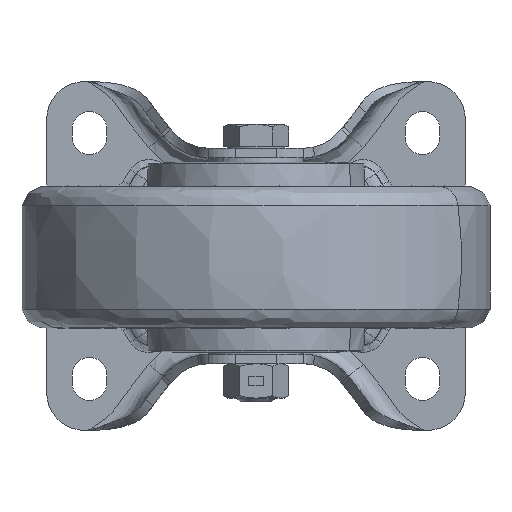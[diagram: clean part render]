
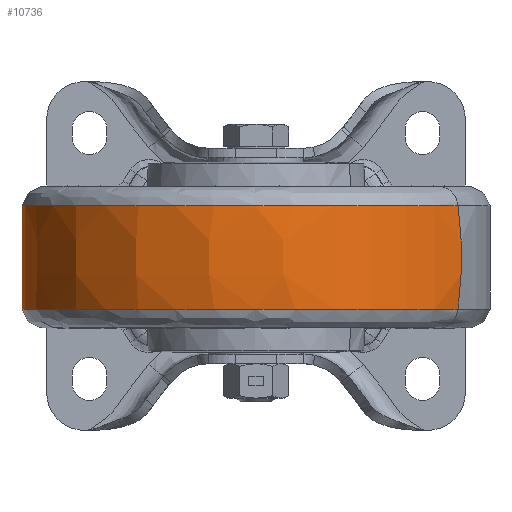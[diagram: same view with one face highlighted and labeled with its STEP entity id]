
A CAD part, front view. The second image highlights one B-rep face of the part: STEP entity #10736.
In plain terms, the highlighted free-form (B-spline) face has degree [3, 3] with [4, 4] control points.
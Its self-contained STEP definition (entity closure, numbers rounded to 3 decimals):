
#1226 = CARTESIAN_POINT ( 'NONE',  ( 0., -110., -16.741 ) ) ;
#3215 = CARTESIAN_POINT ( 'NONE',  ( -138.116, -200.235, -16.741 ) ) ;
#3406 = CIRCLE ( 'NONE', #6900, 110. ) ;
#3526 = AXIS2_PLACEMENT_3D ( 'NONE', #33354, #6944, #20252 ) ;
#5635 = CARTESIAN_POINT ( 'NONE',  ( -63.717, -72.801, 15.915 ) ) ;
#5842 = CARTESIAN_POINT ( 'NONE',  ( -65.123, -71.98, -5.896 ) ) ;
#6183 = EDGE_CURVE ( 'NONE', #39103, #14640, #35258, .T. ) ;
#6279 = CARTESIAN_POINT ( 'NONE',  ( -138.116, -200.235, 15.915 ) ) ;
#6900 = AXIS2_PLACEMENT_3D ( 'NONE', #20448, #27198, #10824 ) ;
#6944 = DIRECTION ( 'NONE',  ( 0.504, 0.864, 0. ) ) ;
#7013 = CIRCLE ( 'NONE', #3526, 110. ) ;
#8889 = CARTESIAN_POINT ( 'NONE',  ( -141.163, -202.226, 5.07 ) ) ;
#9554 = CARTESIAN_POINT ( 'NONE',  ( 65.123, -148.02, 5.07 ) ) ;
#10056 = CARTESIAN_POINT ( 'NONE',  ( -63.717, -72.801, -16.741 ) ) ;
#10736 = ADVANCED_FACE ( 'NONE', ( #29628 ), #37423, .T. ) ;
#10824 = DIRECTION ( 'NONE',  ( 0.864, -0.504, 0. ) ) ;
#12823 = CARTESIAN_POINT ( 'NONE',  ( 65.123, -148.02, -5.896 ) ) ;
#13259 = CARTESIAN_POINT ( 'NONE',  ( -63.717, -72.801, -16.741 ) ) ;
#13838 = DIRECTION ( 'NONE',  ( 0., 0., -1. ) ) ;
#14640 = VERTEX_POINT ( 'NONE', #38990 ) ;
#17551 = DIRECTION ( 'NONE',  ( 0., 0., 1. ) ) ;
#18152 = CIRCLE ( 'NONE', #18850, 73.781 ) ;
#18674 = CARTESIAN_POINT ( 'NONE',  ( -63.717, -72.801, 15.915 ) ) ;
#18850 = AXIS2_PLACEMENT_3D ( 'NONE', #33276, #13838, #26501 ) ;
#19122 = CARTESIAN_POINT ( 'NONE',  ( -65.123, -71.98, 5.07 ) ) ;
#19629 = EDGE_CURVE ( 'NONE', #29557, #31901, #18152, .T. ) ;
#20252 = DIRECTION ( 'NONE',  ( -0.864, 0.504, 0. ) ) ;
#20448 = CARTESIAN_POINT ( 'NONE',  ( -30.226, -92.354, -0.413 ) ) ;
#22391 = CARTESIAN_POINT ( 'NONE',  ( -10.681, -274.634, -16.741 ) ) ;
#23916 = EDGE_CURVE ( 'NONE', #39103, #31901, #7013, .T. ) ;
#26501 = DIRECTION ( 'NONE',  ( 0.864, -0.504, 0. ) ) ;
#26562 = CARTESIAN_POINT ( 'NONE',  ( -10.917, -278.266, 5.07 ) ) ;
#27198 = DIRECTION ( 'NONE',  ( -0.504, -0.864, 0. ) ) ;
#29350 = ORIENTED_EDGE ( 'NONE', *, *, #23916, .F. ) ;
#29557 = VERTEX_POINT ( 'NONE', #41052 ) ;
#29628 = FACE_OUTER_BOUND ( 'NONE', #35086, .T. ) ;
#31901 = VERTEX_POINT ( 'NONE', #18674 ) ;
#32218 = CARTESIAN_POINT ( 'NONE',  ( 63.717, -147.199, 15.915 ) ) ;
#33276 = CARTESIAN_POINT ( 'NONE',  ( 0., -110., 15.915 ) ) ;
#33354 = CARTESIAN_POINT ( 'NONE',  ( 30.226, -127.646, -0.413 ) ) ;
#35086 = EDGE_LOOP ( 'NONE', ( #29350, #41721, #37626, #36557 ) ) ;
#35127 = EDGE_CURVE ( 'NONE', #14640, #29557, #3406, .T. ) ;
#35258 = CIRCLE ( 'NONE', #36677, 73.781 ) ;
#35522 = CARTESIAN_POINT ( 'NONE',  ( -10.681, -274.634, 15.915 ) ) ;
#35734 = CARTESIAN_POINT ( 'NONE',  ( -141.163, -202.226, -5.896 ) ) ;
#36184 = CARTESIAN_POINT ( 'NONE',  ( -10.917, -278.266, -5.896 ) ) ;
#36557 = ORIENTED_EDGE ( 'NONE', *, *, #19629, .T. ) ;
#36677 = AXIS2_PLACEMENT_3D ( 'NONE', #1226, #17551, #37019 ) ;
#37019 = DIRECTION ( 'NONE',  ( 0.864, -0.504, 0. ) ) ;
#37423 =( BOUNDED_SURFACE ( )  B_SPLINE_SURFACE ( 3, 3, ( 
 ( #42637, #22391, #3215, #13259 ),
 ( #12823, #36184, #35734, #5842 ),
 ( #9554, #26562, #8889, #19122 ),
 ( #32218, #35522, #6279, #5635 ) ),
 .UNSPECIFIED., .F., .F., .F. ) 
 B_SPLINE_SURFACE_WITH_KNOTS ( ( 4, 4 ),
 ( 4, 4 ),
 ( 0., 1. ),
 ( 0., 1. ),
 .UNSPECIFIED. ) 
 GEOMETRIC_REPRESENTATION_ITEM ( )  RATIONAL_B_SPLINE_SURFACE ( (
 ( 1., 0.333, 0.333, 1.),
 ( 0.993, 0.331, 0.331, 0.993),
 ( 0.993, 0.331, 0.331, 0.993),
 ( 1., 0.333, 0.333, 1.) ) ) 
 REPRESENTATION_ITEM ( '' )  SURFACE ( )  );
#37626 = ORIENTED_EDGE ( 'NONE', *, *, #35127, .T. ) ;
#38990 = CARTESIAN_POINT ( 'NONE',  ( 63.717, -147.199, -16.741 ) ) ;
#39103 = VERTEX_POINT ( 'NONE', #10056 ) ;
#41052 = CARTESIAN_POINT ( 'NONE',  ( 63.717, -147.199, 15.915 ) ) ;
#41721 = ORIENTED_EDGE ( 'NONE', *, *, #6183, .T. ) ;
#42637 = CARTESIAN_POINT ( 'NONE',  ( 63.717, -147.199, -16.741 ) ) ;
